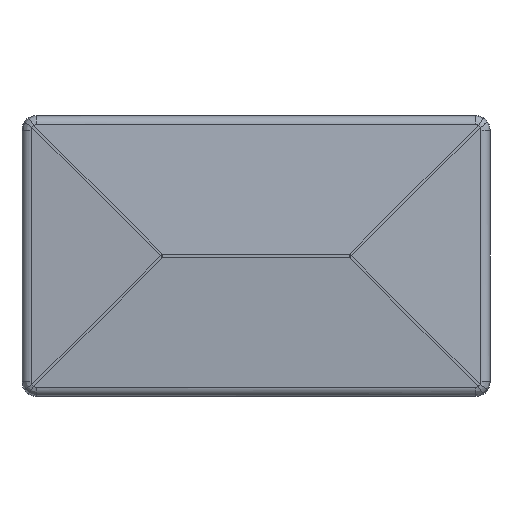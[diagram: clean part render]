
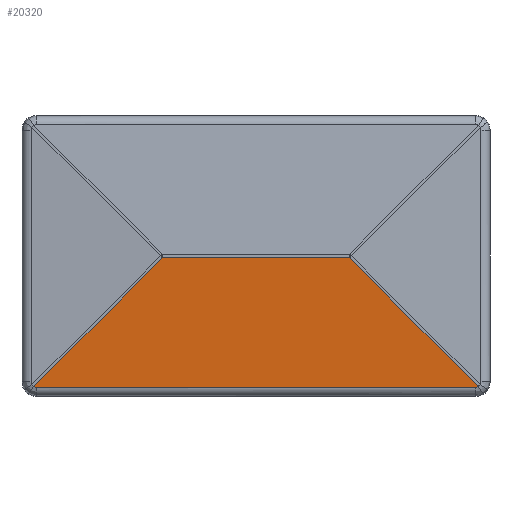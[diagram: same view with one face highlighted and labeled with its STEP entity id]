
A CAD part, top view. The second image highlights one B-rep face of the part: STEP entity #20320.
In plain terms, the highlighted planar face has unit normal (0, -0.067, 0.998).
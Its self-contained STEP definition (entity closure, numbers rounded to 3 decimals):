
#1650=CARTESIAN_POINT('',(16.273,6.073,
28.067));
#1660=VERTEX_POINT('',#1650);
#1710=CARTESIAN_POINT('',(16.554,5.987,
28.061));
#1720=CARTESIAN_POINT('',(16.531,5.987,
28.061));
#1730=CARTESIAN_POINT('',(16.508,5.988,
28.062));
#1740=CARTESIAN_POINT('',(16.476,5.993,
28.062));
#1750=CARTESIAN_POINT('',(16.466,5.994,
28.062));
#1760=CARTESIAN_POINT('',(16.428,6.002,
28.062));
#1770=CARTESIAN_POINT('',(16.401,6.01,
28.063));
#1780=CARTESIAN_POINT('',(16.374,6.02,
28.064));
#1790=CARTESIAN_POINT('',(16.36,6.026,
28.064));
#1800=CARTESIAN_POINT('',(16.346,6.032,
28.064));
#1810=CARTESIAN_POINT('',(16.312,6.049,
28.066));
#1820=CARTESIAN_POINT('',(16.292,6.06,
28.066));
#1830=CARTESIAN_POINT('',(16.273,6.073,
28.067));
#1840=B_SPLINE_CURVE_WITH_KNOTS('',3,(#1710,#1720,#1730,#1740,#1750,
#1760,#1770,#1780,#1790,#1800,#1810,#1820,#1830),.UNSPECIFIED.,.F.,.F.,(
4,2,2,3,2,4),(0.,0.135,0.196,0.368,
0.46,0.595),.UNSPECIFIED.);
#1850=CARTESIAN_POINT('',(16.554,5.987,
28.061));
#1860=VERTEX_POINT('',#1850);
#1870=EDGE_CURVE('',#1860,#1660,#1840,.T.);
#15610=CARTESIAN_POINT('',(63.446,5.987,
28.061));
#15620=VERTEX_POINT('',#15610);
#15650=CARTESIAN_POINT('',(63.727,6.073,
28.067));
#15660=CARTESIAN_POINT('',(63.708,6.06,
28.066));
#15670=CARTESIAN_POINT('',(63.688,6.049,
28.066));
#15680=CARTESIAN_POINT('',(63.654,6.032,
28.064));
#15690=CARTESIAN_POINT('',(63.64,6.026,
28.064));
#15700=CARTESIAN_POINT('',(63.626,6.02,
28.064));
#15710=CARTESIAN_POINT('',(63.588,6.005,
28.063));
#15720=CARTESIAN_POINT('',(63.548,5.995,
28.062));
#15730=CARTESIAN_POINT('',(63.487,5.988,
28.061));
#15740=CARTESIAN_POINT('',(63.467,5.987,
28.061));
#15750=CARTESIAN_POINT('',(63.446,5.987,
28.061));
#15760=B_SPLINE_CURVE_WITH_KNOTS('',3,(#15650,#15660,#15670,#15680,
#15690,#15700,#15710,#15720,#15730,#15740,#15750),.UNSPECIFIED.,.F.,.F.,
(4,2,3,2,4),(0.,0.136,0.227,0.474,
0.595),.UNSPECIFIED.);
#15770=CARTESIAN_POINT('',(63.727,6.073,
28.067));
#15780=VERTEX_POINT('',#15770);
#15790=EDGE_CURVE('',#15780,#15620,#15760,.T.);
#19950=CARTESIAN_POINT('',(40.,20.,29.));
#19960=DIRECTION('',(0.,0.067,-0.998));
#19970=DIRECTION('',(0.,0.998,0.067));
#19980=AXIS2_PLACEMENT_3D('',#19950,#19960,#19970);
#19990=PLANE('',#19980);
#20000=CARTESIAN_POINT('',(40.,19.8,28.987));
#20010=DIRECTION('',(-1.,0.,0.));
#20020=VECTOR('',#20010,1.);
#20030=LINE('',#20000,#20020);
#20040=CARTESIAN_POINT('',(50.,19.8,28.987));
#20050=VERTEX_POINT('',#20040);
#20060=CARTESIAN_POINT('',(30.,19.8,28.987));
#20070=VERTEX_POINT('',#20060);
#20080=EDGE_CURVE('',#20050,#20070,#20030,.T.);
#20090=ORIENTED_EDGE('',*,*,#20080,.T.);
#20100=CARTESIAN_POINT('',(50.,19.8,28.987));
#20110=DIRECTION('',(-0.706,0.706,
0.047));
#20120=VECTOR('',#20110,1.);
#20130=LINE('',#20100,#20120);
#20140=EDGE_CURVE('',#15780,#20050,#20130,.T.);
#20150=ORIENTED_EDGE('',*,*,#20140,.T.);
#20160=ORIENTED_EDGE('',*,*,#15790,.F.);
#20170=CARTESIAN_POINT('',(40.,5.987,28.061));
#20180=DIRECTION('',(-1.,0.,0.));
#20190=VECTOR('',#20180,1.);
#20200=LINE('',#20170,#20190);
#20210=EDGE_CURVE('',#15620,#1860,#20200,.T.);
#20220=ORIENTED_EDGE('',*,*,#20210,.F.);
#20230=ORIENTED_EDGE('',*,*,#1870,.F.);
#20240=CARTESIAN_POINT('',(30.,19.8,28.987));
#20250=DIRECTION('',(0.706,0.706,
0.047));
#20260=VECTOR('',#20250,1.);
#20270=LINE('',#20240,#20260);
#20280=EDGE_CURVE('',#1660,#20070,#20270,.T.);
#20290=ORIENTED_EDGE('',*,*,#20280,.F.);
#20300=EDGE_LOOP('',(#20290,#20230,#20220,#20160,#20150,#20090));
#20310=FACE_OUTER_BOUND('',#20300,.T.);
#20320=ADVANCED_FACE('',(#20310),#19990,.F.);
